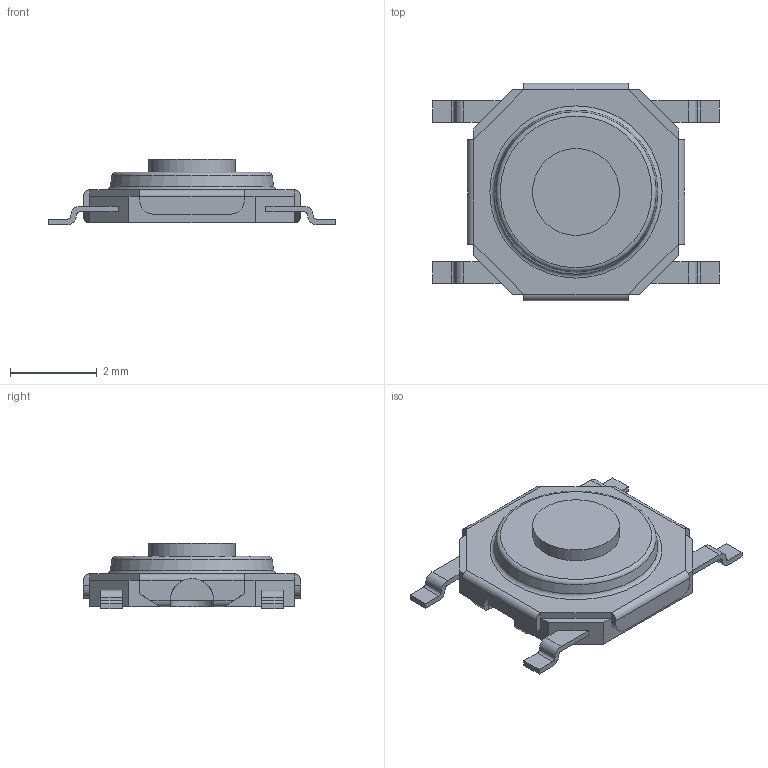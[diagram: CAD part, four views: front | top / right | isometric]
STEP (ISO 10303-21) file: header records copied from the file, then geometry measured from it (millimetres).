
FILE_DESCRIPTION(('FreeCAD Model'),'2;1');
FILE_NAME('PE-Switch Secure3D_MODELS_STP_FORMATTL3342FxxxQG.stp.step','2018-10-07T13:48:28',( 'kicad StepUp'),('ksu MCAD'),'Open CASCADE STEP processor 7.3', 'FreeCAD','Unknown');
FILE_SCHEMA(('AUTOMOTIVE_DESIGN { 1 0 10303 214 1 1 1 1 }'));
Length unit declared in the file: millimetre
Products named in the file (1): TL3342FxxxQG.stp
Bounding box: 6.6 x 5 x 1.5 mm (x, y, z)
Volume: 21 mm3; surface area: 71.8 mm2
Topology: 1 solids, 1 shells, 138 faces, 345 edges, 215 vertices
Faces by surface type: plane 102, cylinder 33, torus 2, cone 1
Full cylindrical faces by diameter (mm): 2 x1
Entity records: 4081 total; most frequent: CARTESIAN_POINT 729, DIRECTION 690, ORIENTED_EDGE 690, EDGE_CURVE 345, LINE 266, VECTOR 266, VERTEX_POINT 215, AXIS2_PLACEMENT_3D 212
